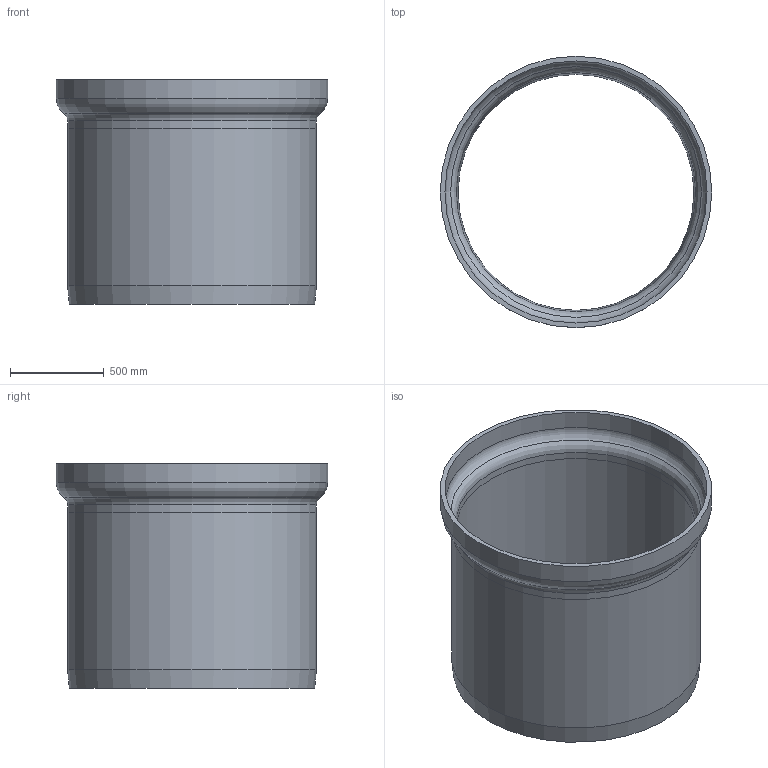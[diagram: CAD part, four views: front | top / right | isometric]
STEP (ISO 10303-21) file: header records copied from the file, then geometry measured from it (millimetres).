
FILE_DESCRIPTION(/* description */ (''),/* implementation_level */ '2;1');
FILE_NAME(/* name */ '16262.100X_3D.stp',/* time_stamp */ '2025-09-16T13:09:04+02:00',/* author */ ('N.Hausmann'),/* organization */ (''),/* preprocessor_version */ 'ST-DEVELOPER v20',/* originating_system */ 'AutoCAD Mechanical',/* authorisation */ '');
FILE_SCHEMA (('AUTOMOTIVE_DESIGN { 1 0 10303 214 3 1 1 }'));
Length unit declared in the file: centimetre
Products named in the file (2): Product; *S0
Assembly tree (1 placements, depth 2):
  Product
    *S0
Bounding box: 1450 x 1450 x 1200 mm (x, y, z)
Volume: 126436586.3 mm3; surface area: 10532898.9 mm2
Topology: 2 solids, 2 shells, 16 faces, 35 edges, 22 vertices
Faces by surface type: cylinder 6, torus 4, plane 3, cone 3
Full cylindrical faces by diameter (mm): 1280 x2, 1330 x2, 1400 x1, 1450 x1
Entity records: 510 total; most frequent: DIRECTION 99, CARTESIAN_POINT 76, ORIENTED_EDGE 70, AXIS2_PLACEMENT_3D 45, EDGE_CURVE 35, CIRCLE 26, VERTEX_POINT 22, EDGE_LOOP 19
